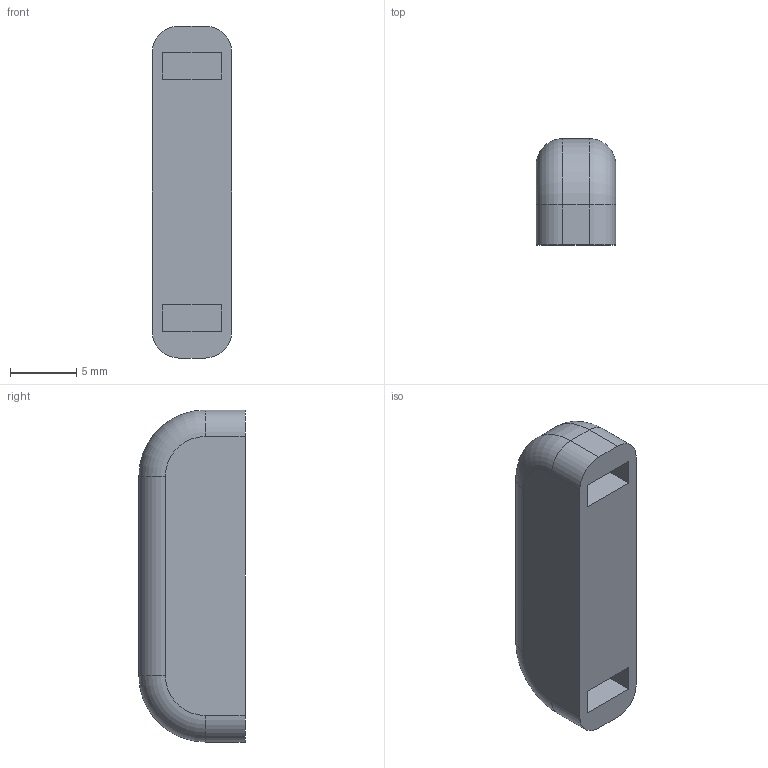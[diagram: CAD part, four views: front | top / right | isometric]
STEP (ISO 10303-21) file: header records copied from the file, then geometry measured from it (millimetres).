
FILE_DESCRIPTION(/* description */ ('WKZ-0463'),/* implementation_level */ '2;1');
FILE_NAME(/* name */ 'O_3_01_01_03_00_WKZ-0463.stp',/* time_stamp */ '2025-06-02T15:32:41+02:00',/* author */ ('d.fischer'),/* organization */ (''),/* preprocessor_version */ 'ST-DEVELOPER v20',/* originating_system */ 'Autodesk Inventor 2025',/* authorisation */ '');
FILE_SCHEMA (('AUTOMOTIVE_DESIGN { 1 0 10303 214 3 1 1 }'));
Length unit declared in the file: millimetre
Products named in the file (1): O_3_01_01_03_00_WKZ_0463
Bounding box: 6 x 8 x 25 mm (x, y, z)
Volume: 1039.8 mm3; surface area: 731.8 mm2
Topology: 1 solids, 1 shells, 28 faces, 64 edges, 40 vertices
Faces by surface type: plane 16, cylinder 8, torus 4
Entity records: 827 total; most frequent: DIRECTION 142, CARTESIAN_POINT 133, ORIENTED_EDGE 128, EDGE_CURVE 64, AXIS2_PLACEMENT_3D 49, LINE 44, VECTOR 44, VERTEX_POINT 40
